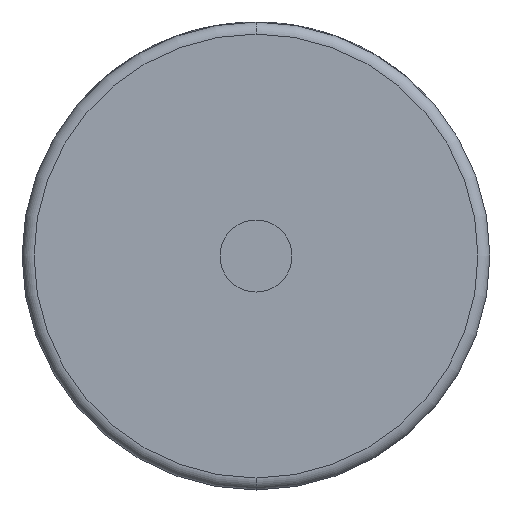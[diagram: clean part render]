
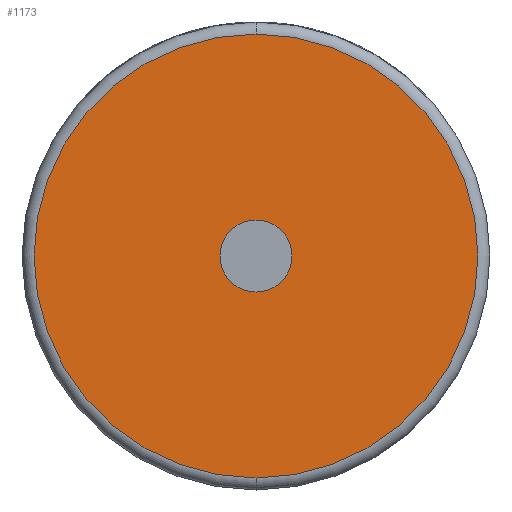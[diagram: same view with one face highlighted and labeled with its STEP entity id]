
A CAD part, front view. The second image highlights one B-rep face of the part: STEP entity #1173.
In plain terms, the highlighted planar face has unit normal (0, -1, 0).
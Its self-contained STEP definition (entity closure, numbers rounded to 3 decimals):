
#23 = ORIENTED_EDGE ( 'NONE', *, *, #2096, .T. ) ;
#69 = ORIENTED_EDGE ( 'NONE', *, *, #2685, .F. ) ;
#403 = EDGE_LOOP ( 'NONE', ( #4151, #23 ) ) ;
#502 = AXIS2_PLACEMENT_3D ( 'NONE', #511, #3828, #1806 ) ;
#511 = CARTESIAN_POINT ( 'NONE',  ( 0., 0., 0. ) ) ;
#818 = CARTESIAN_POINT ( 'NONE',  ( 0., 0., 0. ) ) ;
#838 = PLANE ( 'NONE',  #1730 ) ;
#870 = CARTESIAN_POINT ( 'NONE',  ( 0., 0., 37. ) ) ;
#1050 = VERTEX_POINT ( 'NONE', #2994 ) ;
#1163 = CARTESIAN_POINT ( 'NONE',  ( 0., 0., 0. ) ) ;
#1173 = ADVANCED_FACE ( 'NONE', ( #3853, #3122 ), #838, .F. ) ;
#1288 = VERTEX_POINT ( 'NONE', #3234 ) ;
#1406 = VERTEX_POINT ( 'NONE', #870 ) ;
#1493 = VERTEX_POINT ( 'NONE', #1738 ) ;
#1674 = CIRCLE ( 'NONE', #2168, 6. ) ;
#1730 = AXIS2_PLACEMENT_3D ( 'NONE', #1163, #2443, #4140 ) ;
#1738 = CARTESIAN_POINT ( 'NONE',  ( 0., 0., -37. ) ) ;
#1806 = DIRECTION ( 'NONE',  ( 0., 0., 1. ) ) ;
#1856 = CIRCLE ( 'NONE', #3748, 37. ) ;
#1977 = CARTESIAN_POINT ( 'NONE',  ( 0., 0., 0. ) ) ;
#2062 = EDGE_CURVE ( 'NONE', #1406, #1493, #1856, .T. ) ;
#2096 = EDGE_CURVE ( 'NONE', #1493, #1406, #3357, .T. ) ;
#2168 = AXIS2_PLACEMENT_3D ( 'NONE', #818, #3822, #2531 ) ;
#2173 = DIRECTION ( 'NONE',  ( 0., 0., 1. ) ) ;
#2254 = EDGE_CURVE ( 'NONE', #1288, #1050, #2587, .T. ) ;
#2443 = DIRECTION ( 'NONE',  ( 0., 1., 0. ) ) ;
#2531 = DIRECTION ( 'NONE',  ( 0., 0., 1. ) ) ;
#2587 = CIRCLE ( 'NONE', #3306, 6. ) ;
#2672 = DIRECTION ( 'NONE',  ( 0., 0., 1. ) ) ;
#2685 = EDGE_CURVE ( 'NONE', #1050, #1288, #1674, .T. ) ;
#2762 = ORIENTED_EDGE ( 'NONE', *, *, #2254, .F. ) ;
#2994 = CARTESIAN_POINT ( 'NONE',  ( 0., 0., 6. ) ) ;
#3122 = FACE_BOUND ( 'NONE', #3171, .T. ) ;
#3140 = DIRECTION ( 'NONE',  ( 0., -1., 0. ) ) ;
#3171 = EDGE_LOOP ( 'NONE', ( #69, #2762 ) ) ;
#3234 = CARTESIAN_POINT ( 'NONE',  ( 0., 0., -6. ) ) ;
#3306 = AXIS2_PLACEMENT_3D ( 'NONE', #1977, #4313, #2672 ) ;
#3357 = CIRCLE ( 'NONE', #502, 37. ) ;
#3748 = AXIS2_PLACEMENT_3D ( 'NONE', #4169, #3140, #2173 ) ;
#3822 = DIRECTION ( 'NONE',  ( 0., -1., 0. ) ) ;
#3828 = DIRECTION ( 'NONE',  ( 0., -1., 0. ) ) ;
#3853 = FACE_OUTER_BOUND ( 'NONE', #403, .T. ) ;
#4140 = DIRECTION ( 'NONE',  ( 0., 0., 1. ) ) ;
#4151 = ORIENTED_EDGE ( 'NONE', *, *, #2062, .T. ) ;
#4169 = CARTESIAN_POINT ( 'NONE',  ( 0., 0., 0. ) ) ;
#4313 = DIRECTION ( 'NONE',  ( 0., -1., 0. ) ) ;
